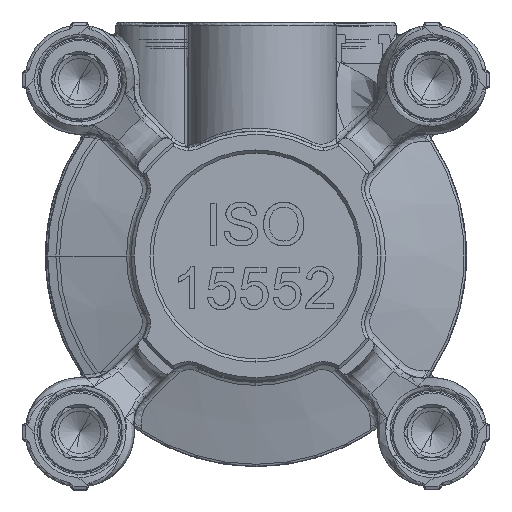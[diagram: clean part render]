
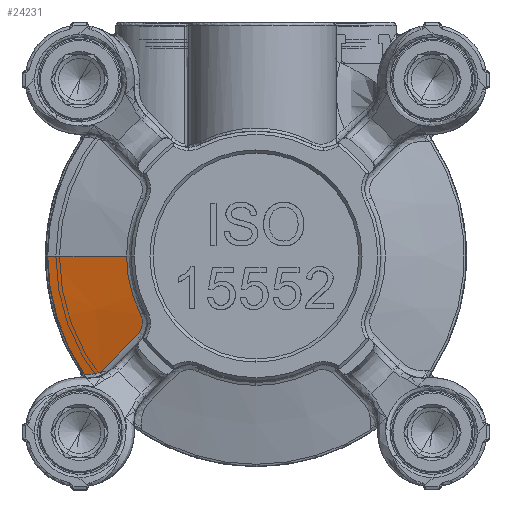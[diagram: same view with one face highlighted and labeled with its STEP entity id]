
A CAD part, front view. The second image highlights one B-rep face of the part: STEP entity #24231.
In plain terms, the highlighted conical face has half-angle 75 degrees and reference radius 33.379 mm.
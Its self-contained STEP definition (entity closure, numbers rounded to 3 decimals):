
#2008 = CARTESIAN_POINT ( 'NONE',  ( -33.379, 28.152, 0. ) ) ;
#3153 = CARTESIAN_POINT ( 'NONE',  ( -19.088, 25.365, -12.795 ) ) ;
#3163 = CARTESIAN_POINT ( 'NONE',  ( -27.478, 28.152, -18.95 ) ) ;
#5200 = EDGE_CURVE ( 'NONE', #48875, #86491, #79973, .T. ) ;
#5402 = CARTESIAN_POINT ( 'NONE',  ( -22.695, 26.708, -16.388 ) ) ;
#8954 = CARTESIAN_POINT ( 'NONE',  ( -18.203, 24.847, -10.564 ) ) ;
#9429 = DIRECTION ( 'NONE',  ( 0., 0., 1. ) ) ;
#9666 = VERTEX_POINT ( 'NONE', #34739 ) ;
#10187 = EDGE_CURVE ( 'NONE', #74976, #27840, #75568, .T. ) ;
#12594 = CARTESIAN_POINT ( 'NONE',  ( -27.353, 28.126, -18.96 ) ) ;
#13832 = CARTESIAN_POINT ( 'NONE',  ( -27.437, 28.143, -18.954 ) ) ;
#17163 = CARTESIAN_POINT ( 'NONE',  ( -18.253, 24.949, -11.224 ) ) ;
#17785 = CARTESIAN_POINT ( 'NONE',  ( -18.302, 24.992, -11.446 ) ) ;
#18405 = CARTESIAN_POINT ( 'NONE',  ( -19.088, 25.365, -12.795 ) ) ;
#19637 = CARTESIAN_POINT ( 'NONE',  ( -18.579, 25.152, -12.123 ) ) ;
#20004 = EDGE_CURVE ( 'NONE', #86491, #74976, #38844, .T. ) ;
#22077 = CARTESIAN_POINT ( 'NONE',  ( 0., 28.152, 0. ) ) ;
#23488 = ORIENTED_EDGE ( 'NONE', *, *, #5200, .T. ) ;
#24231 = ADVANCED_FACE ( 'NONE', ( #111438 ), #120144, .T. ) ;
#26570 = CARTESIAN_POINT ( 'NONE',  ( -18.875, 25.284, -12.566 ) ) ;
#26624 = CARTESIAN_POINT ( 'NONE',  ( -27.353, 28.126, -18.96 ) ) ;
#27188 = CARTESIAN_POINT ( 'NONE',  ( -18.204, 24.89, -10.875 ) ) ;
#27840 = VERTEX_POINT ( 'NONE', #88650 ) ;
#27846 = CARTESIAN_POINT ( 'NONE',  ( -25.308, 27.649, -18.762 ) ) ;
#28175 = EDGE_CURVE ( 'NONE', #106396, #9666, #114946, .T. ) ;
#31393 = VECTOR ( 'NONE', #48428, 1000. ) ;
#32651 = DIRECTION ( 'NONE',  ( 0., 1., 0. ) ) ;
#33100 = CARTESIAN_POINT ( 'NONE',  ( -18.515, 24.766, -9.349 ) ) ;
#34739 = CARTESIAN_POINT ( 'NONE',  ( -27.353, 28.126, -18.96 ) ) ;
#35447 = CARTESIAN_POINT ( 'NONE',  ( -27.478, 28.152, -18.95 ) ) ;
#36558 = CARTESIAN_POINT ( 'NONE',  ( -18.334, 25.015, -11.556 ) ) ;
#37773 = CARTESIAN_POINT ( 'NONE',  ( -18.221, 24.821, -10.332 ) ) ;
#38395 = CARTESIAN_POINT ( 'NONE',  ( -18.561, 25.143, -12.091 ) ) ;
#38844 = B_SPLINE_CURVE_WITH_KNOTS ( 'NONE', 3,
 ( #18405, #121779, #26570, #86105, #56586, #112408, #19637, #38395, #103033, #84250, #36558, #17785, #64780, #93638, #17163, #113028, #27188, #55976, #8954, #94274, #37773, #57202, #114252, #95467 ),
 .UNSPECIFIED., .F., .F.,
 ( 4, 2, 1, 2, 2, 2, 1, 2, 2, 2, 2, 2, 4 ),
 ( 0., 0.125, 0.188, 0.219, 0.25, 0.375, 0.438, 0.469, 0.5, 0.625, 0.688, 0.75, 1. ),
 .UNSPECIFIED. ) ;
#39619 = LINE ( 'NONE', #2008, #31393 ) ;
#42662 = CARTESIAN_POINT ( 'NONE',  ( -27.395, 28.135, -18.957 ) ) ;
#43551 = ORIENTED_EDGE ( 'NONE', *, *, #20004, .T. ) ;
#45023 = DIRECTION ( 'NONE',  ( 0., 1., 0. ) ) ;
#45390 = ORIENTED_EDGE ( 'NONE', *, *, #87086, .F. ) ;
#46644 = CARTESIAN_POINT ( 'NONE',  ( -26.936, 28.038, -18.983 ) ) ;
#47703 = DIRECTION ( 'NONE',  ( 0., 1., 0. ) ) ;
#48428 = DIRECTION ( 'NONE',  ( -0.966, 0.259, 0. ) ) ;
#48875 = VERTEX_POINT ( 'NONE', #50762 ) ;
#50762 = CARTESIAN_POINT ( 'NONE',  ( -24.928, 27.545, -18.616 ) ) ;
#51905 = VERTEX_POINT ( 'NONE', #103105 ) ;
#55976 = CARTESIAN_POINT ( 'NONE',  ( -18.201, 24.857, -10.642 ) ) ;
#56258 = B_SPLINE_CURVE_WITH_KNOTS ( 'NONE', 3,
 ( #26624, #112458, #46644, #94931, #104922, #57248, #83655, #84934, #27846, #96147 ),
 .UNSPECIFIED., .F., .F.,
 ( 4, 2, 2, 2, 4 ),
 ( 0., 0.25, 0.375, 0.5, 1. ),
 .UNSPECIFIED. ) ;
#56560 = ORIENTED_EDGE ( 'NONE', *, *, #28175, .T. ) ;
#56586 = CARTESIAN_POINT ( 'NONE',  ( -18.675, 25.198, -12.286 ) ) ;
#57202 = CARTESIAN_POINT ( 'NONE',  ( -18.279, 24.781, -9.931 ) ) ;
#57248 = CARTESIAN_POINT ( 'NONE',  ( -26.32, 27.898, -18.951 ) ) ;
#58329 = ORIENTED_EDGE ( 'NONE', *, *, #10187, .T. ) ;
#61855 = CARTESIAN_POINT ( 'NONE',  ( -20.748, 25.981, -14.448 ) ) ;
#64780 = CARTESIAN_POINT ( 'NONE',  ( -18.275, 24.97, -11.335 ) ) ;
#73968 = AXIS2_PLACEMENT_3D ( 'NONE', #22077, #32651, #89143 ) ;
#74976 = VERTEX_POINT ( 'NONE', #33100 ) ;
#75568 = CIRCLE ( 'NONE', #123582, 20.741 ) ;
#78031 = ORIENTED_EDGE ( 'NONE', *, *, #105063, .T. ) ;
#79973 = B_SPLINE_CURVE_WITH_KNOTS ( 'NONE', 3,
 ( #88275, #5402, #61855, #119494 ),
 .UNSPECIFIED., .F., .F.,
 ( 4, 4 ),
 ( 0., 1. ),
 .UNSPECIFIED. ) ;
#82140 = AXIS2_PLACEMENT_3D ( 'NONE', #89171, #45023, #112058 ) ;
#83655 = CARTESIAN_POINT ( 'NONE',  ( -26.221, 27.875, -18.939 ) ) ;
#84250 = CARTESIAN_POINT ( 'NONE',  ( -18.408, 25.063, -11.774 ) ) ;
#84934 = CARTESIAN_POINT ( 'NONE',  ( -25.705, 27.751, -18.866 ) ) ;
#86105 = CARTESIAN_POINT ( 'NONE',  ( -18.739, 25.226, -12.381 ) ) ;
#86491 = VERTEX_POINT ( 'NONE', #3153 ) ;
#87086 = EDGE_CURVE ( 'NONE', #106396, #51905, #101982, .T. ) ;
#88275 = CARTESIAN_POINT ( 'NONE',  ( -24.928, 27.545, -18.616 ) ) ;
#88650 = CARTESIAN_POINT ( 'NONE',  ( -20.741, 24.766, 0. ) ) ;
#89143 = DIRECTION ( 'NONE',  ( 0., 0., -1. ) ) ;
#89171 = CARTESIAN_POINT ( 'NONE',  ( 0., 28.152, 0. ) ) ;
#93638 = CARTESIAN_POINT ( 'NONE',  ( -18.26, 24.956, -11.26 ) ) ;
#94274 = CARTESIAN_POINT ( 'NONE',  ( -18.213, 24.829, -10.408 ) ) ;
#94931 = CARTESIAN_POINT ( 'NONE',  ( -26.627, 27.969, -18.974 ) ) ;
#95467 = CARTESIAN_POINT ( 'NONE',  ( -18.515, 24.766, -9.349 ) ) ;
#96147 = CARTESIAN_POINT ( 'NONE',  ( -24.928, 27.545, -18.616 ) ) ;
#101982 = CIRCLE ( 'NONE', #73968, 33.379 ) ;
#103033 = CARTESIAN_POINT ( 'NONE',  ( -18.469, 25.097, -11.916 ) ) ;
#103105 = CARTESIAN_POINT ( 'NONE',  ( -33.379, 28.152, 0. ) ) ;
#104922 = CARTESIAN_POINT ( 'NONE',  ( -26.525, 27.946, -18.968 ) ) ;
#105063 = EDGE_CURVE ( 'NONE', #27840, #51905, #39619, .T. ) ;
#106396 = VERTEX_POINT ( 'NONE', #35447 ) ;
#106737 = EDGE_LOOP ( 'NONE', ( #58329, #78031, #45390, #56560, #113501, #23488, #43551 ) ) ;
#111438 = FACE_OUTER_BOUND ( 'NONE', #106737, .T. ) ;
#112058 = DIRECTION ( 'NONE',  ( -1., 0., 0. ) ) ;
#112408 = CARTESIAN_POINT ( 'NONE',  ( -18.616, 25.17, -12.189 ) ) ;
#112458 = CARTESIAN_POINT ( 'NONE',  ( -27.144, 28.082, -18.978 ) ) ;
#113004 = EDGE_CURVE ( 'NONE', #9666, #48875, #56258, .T. ) ;
#113028 = CARTESIAN_POINT ( 'NONE',  ( -18.219, 24.915, -11.03 ) ) ;
#113501 = ORIENTED_EDGE ( 'NONE', *, *, #113004, .T. ) ;
#114252 = CARTESIAN_POINT ( 'NONE',  ( -18.372, 24.766, -9.632 ) ) ;
#114946 = B_SPLINE_CURVE_WITH_KNOTS ( 'NONE', 3,
 ( #3163, #13832, #42662, #12594 ),
 .UNSPECIFIED., .F., .F.,
 ( 4, 4 ),
 ( 0., 1. ),
 .UNSPECIFIED. ) ;
#119494 = CARTESIAN_POINT ( 'NONE',  ( -19.088, 25.365, -12.795 ) ) ;
#120144 = CONICAL_SURFACE ( 'NONE', #82140, 33.379, 1.309 ) ;
#121779 = CARTESIAN_POINT ( 'NONE',  ( -18.976, 25.324, -12.683 ) ) ;
#123513 = CARTESIAN_POINT ( 'NONE',  ( 0., 24.766, 0. ) ) ;
#123582 = AXIS2_PLACEMENT_3D ( 'NONE', #123513, #47703, #9429 ) ;
